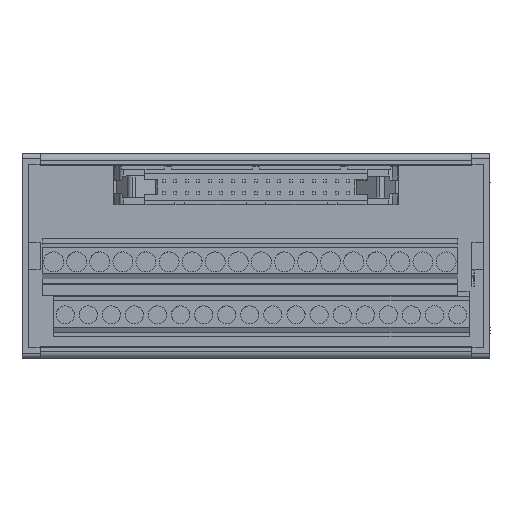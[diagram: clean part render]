
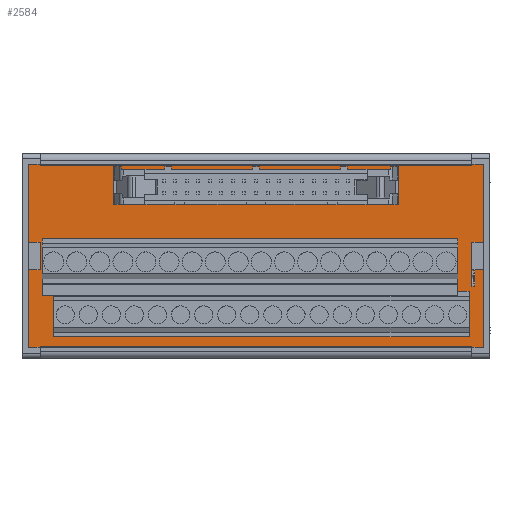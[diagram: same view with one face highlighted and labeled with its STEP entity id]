
A CAD part, top view. The second image highlights one B-rep face of the part: STEP entity #2584.
In plain terms, the highlighted planar face has unit normal (0, 0, 1).
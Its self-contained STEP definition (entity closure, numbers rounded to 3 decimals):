
#2348=AXIS2_PLACEMENT_3D('Plane Axis2P3D',#2345,#2346,#2347) ;
#2345=CARTESIAN_POINT('Axis2P3D Location',(0.175,1.5,21.4)) ;
#2350=CARTESIAN_POINT('Line Origine',(1.4,22.5,21.4)) ;
#2354=CARTESIAN_POINT('Vertex',(1.4,1.5,21.4)) ;
#2356=CARTESIAN_POINT('Vertex',(1.4,43.5,21.4)) ;
#2359=CARTESIAN_POINT('Line Origine',(51.5,1.5,21.4)) ;
#2363=CARTESIAN_POINT('Vertex',(101.6,1.5,21.4)) ;
#2366=CARTESIAN_POINT('Line Origine',(101.6,22.5,21.4)) ;
#2370=CARTESIAN_POINT('Vertex',(101.6,43.5,21.4)) ;
#2373=CARTESIAN_POINT('Line Origine',(51.5,43.5,21.4)) ;
#2384=CARTESIAN_POINT('Line Origine',(81.11,41.8,21.4)) ;
#2388=CARTESIAN_POINT('Vertex',(81.11,42.1,21.4)) ;
#2390=CARTESIAN_POINT('Vertex',(81.11,41.5,21.4)) ;
#2393=CARTESIAN_POINT('Line Origine',(81.975,42.1,21.4)) ;
#2397=CARTESIAN_POINT('Vertex',(82.84,42.1,21.4)) ;
#2400=CARTESIAN_POINT('Line Origine',(82.84,37.95,21.4)) ;
#2404=CARTESIAN_POINT('Vertex',(82.84,33.8,21.4)) ;
#2407=CARTESIAN_POINT('Line Origine',(80.64,33.8,21.4)) ;
#2411=CARTESIAN_POINT('Vertex',(78.44,33.8,21.4)) ;
#2414=CARTESIAN_POINT('Line Origine',(78.44,37.65,21.4)) ;
#2418=CARTESIAN_POINT('Vertex',(78.44,41.5,21.4)) ;
#2421=CARTESIAN_POINT('Line Origine',(79.775,41.5,21.4)) ;
#2434=CARTESIAN_POINT('Line Origine',(21.89,41.8,21.4)) ;
#2438=CARTESIAN_POINT('Vertex',(21.89,41.5,21.4)) ;
#2440=CARTESIAN_POINT('Vertex',(21.89,42.1,21.4)) ;
#2443=CARTESIAN_POINT('Line Origine',(23.225,41.5,21.4)) ;
#2447=CARTESIAN_POINT('Vertex',(24.56,41.5,21.4)) ;
#2450=CARTESIAN_POINT('Line Origine',(24.56,37.65,21.4)) ;
#2454=CARTESIAN_POINT('Vertex',(24.56,33.8,21.4)) ;
#2457=CARTESIAN_POINT('Line Origine',(22.36,33.8,21.4)) ;
#2461=CARTESIAN_POINT('Vertex',(20.16,33.8,21.4)) ;
#2464=CARTESIAN_POINT('Line Origine',(20.16,37.95,21.4)) ;
#2468=CARTESIAN_POINT('Vertex',(20.16,42.1,21.4)) ;
#2471=CARTESIAN_POINT('Line Origine',(21.025,42.1,21.4)) ;
#2484=CARTESIAN_POINT('Line Origine',(99.325,19.2,21.4)) ;
#2488=CARTESIAN_POINT('Vertex',(99.625,19.2,21.4)) ;
#2490=CARTESIAN_POINT('Vertex',(99.025,19.2,21.4)) ;
#2493=CARTESIAN_POINT('Line Origine',(99.625,17.5,21.4)) ;
#2497=CARTESIAN_POINT('Vertex',(99.625,15.8,21.4)) ;
#2500=CARTESIAN_POINT('Line Origine',(99.325,15.8,21.4)) ;
#2504=CARTESIAN_POINT('Vertex',(99.025,15.8,21.4)) ;
#2507=CARTESIAN_POINT('Line Origine',(99.025,17.5,21.4)) ;
#2518=CARTESIAN_POINT('Line Origine',(52.678,4.7,21.4)) ;
#2522=CARTESIAN_POINT('Vertex',(98.398,4.7,21.4)) ;
#2524=CARTESIAN_POINT('Vertex',(6.958,4.7,21.4)) ;
#2527=CARTESIAN_POINT('Line Origine',(6.958,9.2,21.4)) ;
#2531=CARTESIAN_POINT('Vertex',(6.958,13.7,21.4)) ;
#2534=CARTESIAN_POINT('Line Origine',(5.688,13.7,21.4)) ;
#2538=CARTESIAN_POINT('Vertex',(4.418,13.7,21.4)) ;
#2541=CARTESIAN_POINT('Line Origine',(4.418,20.,21.4)) ;
#2545=CARTESIAN_POINT('Vertex',(4.418,26.3,21.4)) ;
#2548=CARTESIAN_POINT('Line Origine',(50.138,26.3,21.4)) ;
#2552=CARTESIAN_POINT('Vertex',(95.858,26.3,21.4)) ;
#2555=CARTESIAN_POINT('Line Origine',(95.858,20.5,21.4)) ;
#2559=CARTESIAN_POINT('Vertex',(95.858,14.7,21.4)) ;
#2562=CARTESIAN_POINT('Line Origine',(97.128,14.7,21.4)) ;
#2566=CARTESIAN_POINT('Vertex',(98.398,14.7,21.4)) ;
#2569=CARTESIAN_POINT('Line Origine',(98.398,9.7,21.4)) ;
#2346=DIRECTION('Axis2P3D Direction',(0.,0.,1.)) ;
#2347=DIRECTION('Axis2P3D XDirection',(0.,-1.,0.)) ;
#2351=DIRECTION('Vector Direction',(0.,1.,0.)) ;
#2360=DIRECTION('Vector Direction',(1.,0.,0.)) ;
#2367=DIRECTION('Vector Direction',(0.,1.,0.)) ;
#2374=DIRECTION('Vector Direction',(-1.,0.,0.)) ;
#2385=DIRECTION('Vector Direction',(0.,-1.,0.)) ;
#2394=DIRECTION('Vector Direction',(-1.,0.,0.)) ;
#2401=DIRECTION('Vector Direction',(0.,-1.,0.)) ;
#2408=DIRECTION('Vector Direction',(-1.,0.,0.)) ;
#2415=DIRECTION('Vector Direction',(0.,1.,0.)) ;
#2422=DIRECTION('Vector Direction',(1.,0.,0.)) ;
#2435=DIRECTION('Vector Direction',(0.,1.,0.)) ;
#2444=DIRECTION('Vector Direction',(-1.,0.,0.)) ;
#2451=DIRECTION('Vector Direction',(0.,-1.,0.)) ;
#2458=DIRECTION('Vector Direction',(-1.,0.,0.)) ;
#2465=DIRECTION('Vector Direction',(0.,-1.,0.)) ;
#2472=DIRECTION('Vector Direction',(1.,0.,0.)) ;
#2485=DIRECTION('Vector Direction',(-1.,0.,0.)) ;
#2494=DIRECTION('Vector Direction',(0.,1.,0.)) ;
#2501=DIRECTION('Vector Direction',(-1.,0.,0.)) ;
#2508=DIRECTION('Vector Direction',(0.,-1.,0.)) ;
#2519=DIRECTION('Vector Direction',(-1.,0.,0.)) ;
#2528=DIRECTION('Vector Direction',(0.,1.,0.)) ;
#2535=DIRECTION('Vector Direction',(-1.,0.,0.)) ;
#2542=DIRECTION('Vector Direction',(0.,1.,0.)) ;
#2549=DIRECTION('Vector Direction',(1.,0.,0.)) ;
#2556=DIRECTION('Vector Direction',(0.,-1.,0.)) ;
#2563=DIRECTION('Vector Direction',(1.,0.,0.)) ;
#2570=DIRECTION('Vector Direction',(0.,-1.,0.)) ;
#2352=VECTOR('Line Direction',#2351,1.) ;
#2361=VECTOR('Line Direction',#2360,1.) ;
#2368=VECTOR('Line Direction',#2367,1.) ;
#2375=VECTOR('Line Direction',#2374,1.) ;
#2386=VECTOR('Line Direction',#2385,1.) ;
#2395=VECTOR('Line Direction',#2394,1.) ;
#2402=VECTOR('Line Direction',#2401,1.) ;
#2409=VECTOR('Line Direction',#2408,1.) ;
#2416=VECTOR('Line Direction',#2415,1.) ;
#2423=VECTOR('Line Direction',#2422,1.) ;
#2436=VECTOR('Line Direction',#2435,1.) ;
#2445=VECTOR('Line Direction',#2444,1.) ;
#2452=VECTOR('Line Direction',#2451,1.) ;
#2459=VECTOR('Line Direction',#2458,1.) ;
#2466=VECTOR('Line Direction',#2465,1.) ;
#2473=VECTOR('Line Direction',#2472,1.) ;
#2486=VECTOR('Line Direction',#2485,1.) ;
#2495=VECTOR('Line Direction',#2494,1.) ;
#2502=VECTOR('Line Direction',#2501,1.) ;
#2509=VECTOR('Line Direction',#2508,1.) ;
#2520=VECTOR('Line Direction',#2519,1.) ;
#2529=VECTOR('Line Direction',#2528,1.) ;
#2536=VECTOR('Line Direction',#2535,1.) ;
#2543=VECTOR('Line Direction',#2542,1.) ;
#2550=VECTOR('Line Direction',#2549,1.) ;
#2557=VECTOR('Line Direction',#2556,1.) ;
#2564=VECTOR('Line Direction',#2563,1.) ;
#2571=VECTOR('Line Direction',#2570,1.) ;
#2379=ORIENTED_EDGE('',*,*,#2358,.F.) ;
#2380=ORIENTED_EDGE('',*,*,#2365,.T.) ;
#2381=ORIENTED_EDGE('',*,*,#2372,.T.) ;
#2382=ORIENTED_EDGE('',*,*,#2377,.T.) ;
#2427=ORIENTED_EDGE('',*,*,#2392,.F.) ;
#2428=ORIENTED_EDGE('',*,*,#2399,.F.) ;
#2429=ORIENTED_EDGE('',*,*,#2406,.T.) ;
#2430=ORIENTED_EDGE('',*,*,#2413,.T.) ;
#2431=ORIENTED_EDGE('',*,*,#2420,.T.) ;
#2432=ORIENTED_EDGE('',*,*,#2425,.T.) ;
#2477=ORIENTED_EDGE('',*,*,#2442,.F.) ;
#2478=ORIENTED_EDGE('',*,*,#2449,.F.) ;
#2479=ORIENTED_EDGE('',*,*,#2456,.T.) ;
#2480=ORIENTED_EDGE('',*,*,#2463,.T.) ;
#2481=ORIENTED_EDGE('',*,*,#2470,.F.) ;
#2482=ORIENTED_EDGE('',*,*,#2475,.T.) ;
#2513=ORIENTED_EDGE('',*,*,#2492,.F.) ;
#2514=ORIENTED_EDGE('',*,*,#2499,.F.) ;
#2515=ORIENTED_EDGE('',*,*,#2506,.T.) ;
#2516=ORIENTED_EDGE('',*,*,#2511,.F.) ;
#2575=ORIENTED_EDGE('',*,*,#2526,.T.) ;
#2576=ORIENTED_EDGE('',*,*,#2533,.T.) ;
#2577=ORIENTED_EDGE('',*,*,#2540,.T.) ;
#2578=ORIENTED_EDGE('',*,*,#2547,.T.) ;
#2579=ORIENTED_EDGE('',*,*,#2554,.T.) ;
#2580=ORIENTED_EDGE('',*,*,#2561,.T.) ;
#2581=ORIENTED_EDGE('',*,*,#2568,.T.) ;
#2582=ORIENTED_EDGE('',*,*,#2573,.T.) ;
#2433=FACE_BOUND('',#2426,.T.) ;
#2483=FACE_BOUND('',#2476,.T.) ;
#2517=FACE_BOUND('',#2512,.T.) ;
#2583=FACE_BOUND('',#2574,.T.) ;
#2584=ADVANCED_FACE('NONE',(#2383,#2433,#2483,#2517,#2583),#2349,.T.) ;
#2358=EDGE_CURVE('',#2355,#2357,#2353,.T.) ;
#2365=EDGE_CURVE('',#2355,#2364,#2362,.T.) ;
#2372=EDGE_CURVE('',#2364,#2371,#2369,.T.) ;
#2377=EDGE_CURVE('',#2371,#2357,#2376,.T.) ;
#2392=EDGE_CURVE('',#2389,#2391,#2387,.T.) ;
#2399=EDGE_CURVE('',#2398,#2389,#2396,.T.) ;
#2406=EDGE_CURVE('',#2398,#2405,#2403,.T.) ;
#2413=EDGE_CURVE('',#2405,#2412,#2410,.T.) ;
#2420=EDGE_CURVE('',#2412,#2419,#2417,.T.) ;
#2425=EDGE_CURVE('',#2419,#2391,#2424,.T.) ;
#2442=EDGE_CURVE('',#2439,#2441,#2437,.T.) ;
#2449=EDGE_CURVE('',#2448,#2439,#2446,.T.) ;
#2456=EDGE_CURVE('',#2448,#2455,#2453,.T.) ;
#2463=EDGE_CURVE('',#2455,#2462,#2460,.T.) ;
#2470=EDGE_CURVE('',#2469,#2462,#2467,.T.) ;
#2475=EDGE_CURVE('',#2469,#2441,#2474,.T.) ;
#2492=EDGE_CURVE('',#2489,#2491,#2487,.T.) ;
#2499=EDGE_CURVE('',#2498,#2489,#2496,.T.) ;
#2506=EDGE_CURVE('',#2498,#2505,#2503,.T.) ;
#2511=EDGE_CURVE('',#2491,#2505,#2510,.T.) ;
#2526=EDGE_CURVE('',#2523,#2525,#2521,.T.) ;
#2533=EDGE_CURVE('',#2525,#2532,#2530,.T.) ;
#2540=EDGE_CURVE('',#2532,#2539,#2537,.T.) ;
#2547=EDGE_CURVE('',#2539,#2546,#2544,.T.) ;
#2554=EDGE_CURVE('',#2546,#2553,#2551,.T.) ;
#2561=EDGE_CURVE('',#2553,#2560,#2558,.T.) ;
#2568=EDGE_CURVE('',#2560,#2567,#2565,.T.) ;
#2573=EDGE_CURVE('',#2567,#2523,#2572,.T.) ;
#2378=EDGE_LOOP('',(#2379,#2380,#2381,#2382)) ;
#2426=EDGE_LOOP('',(#2427,#2428,#2429,#2430,#2431,#2432)) ;
#2476=EDGE_LOOP('',(#2477,#2478,#2479,#2480,#2481,#2482)) ;
#2512=EDGE_LOOP('',(#2513,#2514,#2515,#2516)) ;
#2574=EDGE_LOOP('',(#2575,#2576,#2577,#2578,#2579,#2580,#2581,#2582)) ;
#2383=FACE_OUTER_BOUND('',#2378,.T.) ;
#2353=LINE('Line',#2350,#2352) ;
#2362=LINE('Line',#2359,#2361) ;
#2369=LINE('Line',#2366,#2368) ;
#2376=LINE('Line',#2373,#2375) ;
#2387=LINE('Line',#2384,#2386) ;
#2396=LINE('Line',#2393,#2395) ;
#2403=LINE('Line',#2400,#2402) ;
#2410=LINE('Line',#2407,#2409) ;
#2417=LINE('Line',#2414,#2416) ;
#2424=LINE('Line',#2421,#2423) ;
#2437=LINE('Line',#2434,#2436) ;
#2446=LINE('Line',#2443,#2445) ;
#2453=LINE('Line',#2450,#2452) ;
#2460=LINE('Line',#2457,#2459) ;
#2467=LINE('Line',#2464,#2466) ;
#2474=LINE('Line',#2471,#2473) ;
#2487=LINE('Line',#2484,#2486) ;
#2496=LINE('Line',#2493,#2495) ;
#2503=LINE('Line',#2500,#2502) ;
#2510=LINE('Line',#2507,#2509) ;
#2521=LINE('Line',#2518,#2520) ;
#2530=LINE('Line',#2527,#2529) ;
#2537=LINE('Line',#2534,#2536) ;
#2544=LINE('Line',#2541,#2543) ;
#2551=LINE('Line',#2548,#2550) ;
#2558=LINE('Line',#2555,#2557) ;
#2565=LINE('Line',#2562,#2564) ;
#2572=LINE('Line',#2569,#2571) ;
#2349=PLANE('',#2348) ;
#2355=VERTEX_POINT('',#2354) ;
#2357=VERTEX_POINT('',#2356) ;
#2364=VERTEX_POINT('',#2363) ;
#2371=VERTEX_POINT('',#2370) ;
#2389=VERTEX_POINT('',#2388) ;
#2391=VERTEX_POINT('',#2390) ;
#2398=VERTEX_POINT('',#2397) ;
#2405=VERTEX_POINT('',#2404) ;
#2412=VERTEX_POINT('',#2411) ;
#2419=VERTEX_POINT('',#2418) ;
#2439=VERTEX_POINT('',#2438) ;
#2441=VERTEX_POINT('',#2440) ;
#2448=VERTEX_POINT('',#2447) ;
#2455=VERTEX_POINT('',#2454) ;
#2462=VERTEX_POINT('',#2461) ;
#2469=VERTEX_POINT('',#2468) ;
#2489=VERTEX_POINT('',#2488) ;
#2491=VERTEX_POINT('',#2490) ;
#2498=VERTEX_POINT('',#2497) ;
#2505=VERTEX_POINT('',#2504) ;
#2523=VERTEX_POINT('',#2522) ;
#2525=VERTEX_POINT('',#2524) ;
#2532=VERTEX_POINT('',#2531) ;
#2539=VERTEX_POINT('',#2538) ;
#2546=VERTEX_POINT('',#2545) ;
#2553=VERTEX_POINT('',#2552) ;
#2560=VERTEX_POINT('',#2559) ;
#2567=VERTEX_POINT('',#2566) ;
